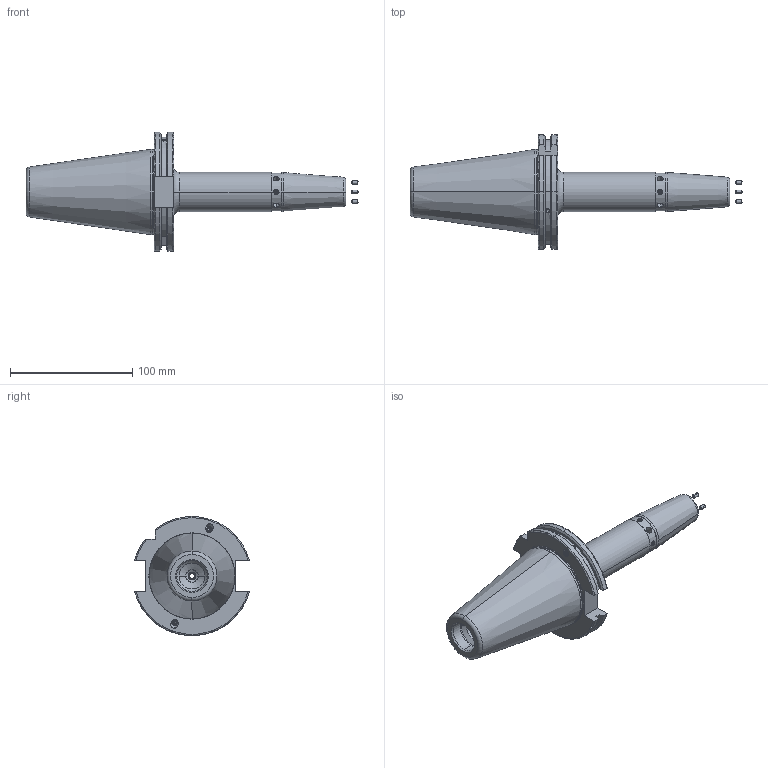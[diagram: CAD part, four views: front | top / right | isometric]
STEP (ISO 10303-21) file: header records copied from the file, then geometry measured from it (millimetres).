
FILE_DESCRIPTION (( 'STEP AP203' ), '1' );
FILE_NAME ('F1S509H-SFK10160.STEP', '2024-08-31T09:45:02', ( '' ), ( '' ), 'SwSTEP 2.0', 'SolidWorks 2024', '' );
FILE_SCHEMA (( 'CONFIG_CONTROL_DESIGN' ));
Length unit declared in the file: millimetre
Products named in the file (7): socket set screw flat point_din_DIN 913 - M3 x 5-N; GS-M3X5; GS-M4X4-COATING_DIN 913 - M4 x 4-N; SK50SFK10160FWW; F1S509H-SFK10160; GS-M4X4_DIN 913 - M4 x 4-N; SCWM8x1x15-DOUBLE FLAT & SLOT
Assembly tree (14 placements, depth 2):
  F1S509H-SFK10160
    SK50SFK10160FWW
    SCWM8x1x15-DOUBLE FLAT & SLOT
    GS-M4X4-COATING_DIN 913 - M4 x 4-N  x2
    socket set screw flat point_din_DIN 913 - M3 x 5-N  x4
    GS-M3X5  x4
    GS-M4X4_DIN 913 - M4 x 4-N  x2
Bounding box: 271.78 x 94.05 x 97.5 mm (x, y, z)
Volume: 415944.8 mm3; surface area: 65849.8 mm2
Topology: 14 solids, 14 shells, 504 faces, 1205 edges, 737 vertices
Faces by surface type: plane 183, cone 152, cylinder 149, torus 20
Entity records: 11685 total; most frequent: CARTESIAN_POINT 3139, DIRECTION 1628, ORIENTED_EDGE 1570, EDGE_CURVE 785, AXIS2_PLACEMENT_3D 637, VERTEX_POINT 488, EDGE_LOOP 369, LINE 354
